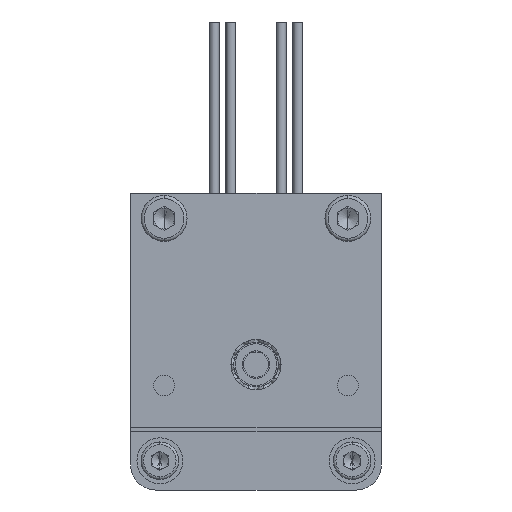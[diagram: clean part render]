
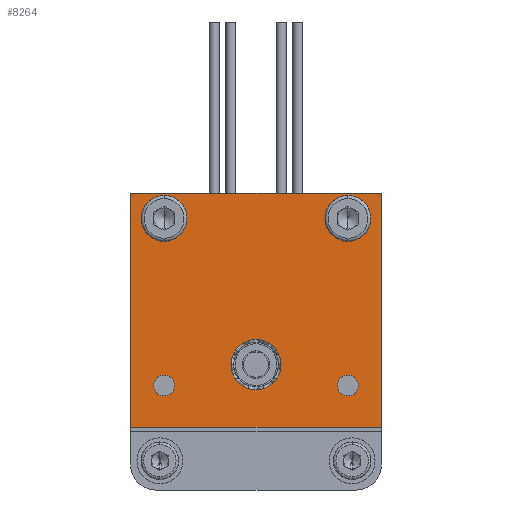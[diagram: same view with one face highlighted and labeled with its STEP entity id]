
A CAD part, front view. The second image highlights one B-rep face of the part: STEP entity #8264.
In plain terms, the highlighted face is planar.
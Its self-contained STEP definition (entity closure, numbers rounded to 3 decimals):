
#24 = DIRECTION ( 'NONE',  ( 0., 0., 1. ) ) ;
#74 = ORIENTED_EDGE ( 'NONE', *, *, #1057, .F. ) ;
#387 = CARTESIAN_POINT ( 'NONE',  ( 15., 14., 6. ) ) ;
#750 = VERTEX_POINT ( 'NONE', #8424 ) ;
#846 = CARTESIAN_POINT ( 'NONE',  ( -12.25, 9., 6. ) ) ;
#880 = VERTEX_POINT ( 'NONE', #26050 ) ;
#1057 = EDGE_CURVE ( 'NONE', #16820, #10508, #44567, .T. ) ;
#3067 = EDGE_CURVE ( 'NONE', #22441, #10680, #21390, .T. ) ;
#3205 = AXIS2_PLACEMENT_3D ( 'NONE', #14625, #36055, #4451 ) ;
#3520 = CARTESIAN_POINT ( 'NONE',  ( 9.75, 9., 6. ) ) ;
#4108 = CARTESIAN_POINT ( 'NONE',  ( 13.75, -11., 6. ) ) ;
#4451 = DIRECTION ( 'NONE',  ( 1., 0., 0. ) ) ;
#4502 = CARTESIAN_POINT ( 'NONE',  ( -8.25, -11., 6. ) ) ;
#4647 = EDGE_CURVE ( 'NONE', #29694, #14275, #8715, .T. ) ;
#4842 = VERTEX_POINT ( 'NONE', #40987 ) ;
#5446 = EDGE_LOOP ( 'NONE', ( #74, #43540 ) ) ;
#5805 = DIRECTION ( 'NONE',  ( 1., 0., 0. ) ) ;
#6636 = FACE_BOUND ( 'NONE', #17125, .T. ) ;
#6860 = DIRECTION ( 'NONE',  ( 0., 0., 1. ) ) ;
#6863 = EDGE_LOOP ( 'NONE', ( #9402, #36182, #36174, #21751 ) ) ;
#6996 = CARTESIAN_POINT ( 'NONE',  ( 3., 6.5, 6. ) ) ;
#7162 = CARTESIAN_POINT ( 'NONE',  ( -15., -14., 6. ) ) ;
#7260 = CARTESIAN_POINT ( 'NONE',  ( 11., 9., 6. ) ) ;
#7395 = DIRECTION ( 'NONE',  ( 0., 0., 1. ) ) ;
#7476 = VERTEX_POINT ( 'NONE', #846 ) ;
#7686 = CARTESIAN_POINT ( 'NONE',  ( 12.25, 9., 6. ) ) ;
#8073 = CARTESIAN_POINT ( 'NONE',  ( -11., 9., 6. ) ) ;
#8264 = ADVANCED_FACE ( 'NONE', ( #10013, #30336, #23812, #37552, #6636, #20412 ), #34170, .T. ) ;
#8424 = CARTESIAN_POINT ( 'NONE',  ( -9.75, 9., 6. ) ) ;
#8442 = DIRECTION ( 'NONE',  ( 0., 0., 1. ) ) ;
#8715 = CIRCLE ( 'NONE', #13788, 2.75 ) ;
#8938 = EDGE_CURVE ( 'NONE', #7476, #750, #34153, .T. ) ;
#9047 = ORIENTED_EDGE ( 'NONE', *, *, #20136, .F. ) ;
#9402 = ORIENTED_EDGE ( 'NONE', *, *, #3067, .T. ) ;
#9641 = EDGE_CURVE ( 'NONE', #880, #12877, #39624, .T. ) ;
#10013 = FACE_BOUND ( 'NONE', #20776, .T. ) ;
#10137 = ORIENTED_EDGE ( 'NONE', *, *, #14333, .F. ) ;
#10435 = DIRECTION ( 'NONE',  ( 1., 0., 0. ) ) ;
#10504 = AXIS2_PLACEMENT_3D ( 'NONE', #39775, #22864, #13310 ) ;
#10508 = VERTEX_POINT ( 'NONE', #3520 ) ;
#10514 = CARTESIAN_POINT ( 'NONE',  ( -15., -14., 6. ) ) ;
#10680 = VERTEX_POINT ( 'NONE', #11188 ) ;
#11188 = CARTESIAN_POINT ( 'NONE',  ( 15., 14., 6. ) ) ;
#11256 = DIRECTION ( 'NONE',  ( 1., 0., 0. ) ) ;
#12877 = VERTEX_POINT ( 'NONE', #10514 ) ;
#12994 = CIRCLE ( 'NONE', #43255, 2.75 ) ;
#13014 = EDGE_CURVE ( 'NONE', #25329, #23999, #40910, .T. ) ;
#13310 = DIRECTION ( 'NONE',  ( 1., 0., 0. ) ) ;
#13788 = AXIS2_PLACEMENT_3D ( 'NONE', #40310, #36257, #26347 ) ;
#14275 = VERTEX_POINT ( 'NONE', #32671 ) ;
#14333 = EDGE_CURVE ( 'NONE', #750, #7476, #19823, .T. ) ;
#14604 = ORIENTED_EDGE ( 'NONE', *, *, #30071, .F. ) ;
#14625 = CARTESIAN_POINT ( 'NONE',  ( -11., 9., 6. ) ) ;
#15054 = LINE ( 'NONE', #7162, #41441 ) ;
#15260 = DIRECTION ( 'NONE',  ( 0., -1., 0. ) ) ;
#15461 = EDGE_CURVE ( 'NONE', #23999, #25329, #39333, .T. ) ;
#16422 = DIRECTION ( 'NONE',  ( 0., 0., 1. ) ) ;
#16820 = VERTEX_POINT ( 'NONE', #7686 ) ;
#17035 = ORIENTED_EDGE ( 'NONE', *, *, #8938, .F. ) ;
#17125 = EDGE_LOOP ( 'NONE', ( #39803, #37997 ) ) ;
#17406 = LINE ( 'NONE', #41570, #38778 ) ;
#17660 = EDGE_CURVE ( 'NONE', #10508, #16820, #18996, .T. ) ;
#17799 = DIRECTION ( 'NONE',  ( -1., 0., 0. ) ) ;
#18095 = DIRECTION ( 'NONE',  ( 0., 0., 1. ) ) ;
#18497 = CIRCLE ( 'NONE', #41569, 2.75 ) ;
#18855 = EDGE_CURVE ( 'NONE', #32979, #4842, #12994, .T. ) ;
#18996 = CIRCLE ( 'NONE', #35541, 1.25 ) ;
#19484 = ORIENTED_EDGE ( 'NONE', *, *, #4647, .F. ) ;
#19823 = CIRCLE ( 'NONE', #3205, 1.25 ) ;
#20136 = EDGE_CURVE ( 'NONE', #4842, #32979, #35448, .T. ) ;
#20244 = DIRECTION ( 'NONE',  ( 0., 0., 1. ) ) ;
#20412 = FACE_OUTER_BOUND ( 'NONE', #6863, .T. ) ;
#20641 = DIRECTION ( 'NONE',  ( 1., 0., 0. ) ) ;
#20776 = EDGE_LOOP ( 'NONE', ( #34866, #9047 ) ) ;
#21390 = LINE ( 'NONE', #387, #34574 ) ;
#21751 = ORIENTED_EDGE ( 'NONE', *, *, #27859, .T. ) ;
#22327 = DIRECTION ( 'NONE',  ( 0., 0., 1. ) ) ;
#22441 = VERTEX_POINT ( 'NONE', #26291 ) ;
#22553 = CARTESIAN_POINT ( 'NONE',  ( -11., -11., 6. ) ) ;
#22864 = DIRECTION ( 'NONE',  ( 0., 0., 1. ) ) ;
#23040 = EDGE_LOOP ( 'NONE', ( #10137, #17035 ) ) ;
#23093 = CARTESIAN_POINT ( 'NONE',  ( -3., 6.5, 6. ) ) ;
#23429 = AXIS2_PLACEMENT_3D ( 'NONE', #37791, #6860, #20641 ) ;
#23812 = FACE_BOUND ( 'NONE', #23040, .T. ) ;
#23999 = VERTEX_POINT ( 'NONE', #6996 ) ;
#25329 = VERTEX_POINT ( 'NONE', #23093 ) ;
#26050 = CARTESIAN_POINT ( 'NONE',  ( -15., 14., 6. ) ) ;
#26291 = CARTESIAN_POINT ( 'NONE',  ( 15., -14., 6. ) ) ;
#26347 = DIRECTION ( 'NONE',  ( -1., 0., 0. ) ) ;
#26598 = CARTESIAN_POINT ( 'NONE',  ( -11., -11., 6. ) ) ;
#27859 = EDGE_CURVE ( 'NONE', #12877, #22441, #15054, .T. ) ;
#29651 = CARTESIAN_POINT ( 'NONE',  ( 0., 6.5, 6. ) ) ;
#29694 = VERTEX_POINT ( 'NONE', #4108 ) ;
#30071 = EDGE_CURVE ( 'NONE', #14275, #29694, #18497, .T. ) ;
#30336 = FACE_BOUND ( 'NONE', #38640, .T. ) ;
#31741 = DIRECTION ( 'NONE',  ( 0., 1., 0. ) ) ;
#31826 = DIRECTION ( 'NONE',  ( -1., 0., 0. ) ) ;
#32671 = CARTESIAN_POINT ( 'NONE',  ( 8.25, -11., 6. ) ) ;
#32827 = DIRECTION ( 'NONE',  ( 1., 0., 0. ) ) ;
#32979 = VERTEX_POINT ( 'NONE', #4502 ) ;
#32985 = AXIS2_PLACEMENT_3D ( 'NONE', #29651, #8442, #32827 ) ;
#33290 = AXIS2_PLACEMENT_3D ( 'NONE', #22553, #22327, #36079 ) ;
#34153 = CIRCLE ( 'NONE', #38515, 1.25 ) ;
#34170 = PLANE ( 'NONE',  #23429 ) ;
#34361 = EDGE_CURVE ( 'NONE', #10680, #880, #17406, .T. ) ;
#34574 = VECTOR ( 'NONE', #31741, 1000. ) ;
#34866 = ORIENTED_EDGE ( 'NONE', *, *, #18855, .F. ) ;
#34931 = VECTOR ( 'NONE', #15260, 1000. ) ;
#35448 = CIRCLE ( 'NONE', #33290, 2.75 ) ;
#35541 = AXIS2_PLACEMENT_3D ( 'NONE', #37177, #20244, #37394 ) ;
#36055 = DIRECTION ( 'NONE',  ( 0., 0., 1. ) ) ;
#36079 = DIRECTION ( 'NONE',  ( 1., 0., 0. ) ) ;
#36174 = ORIENTED_EDGE ( 'NONE', *, *, #9641, .T. ) ;
#36182 = ORIENTED_EDGE ( 'NONE', *, *, #34361, .T. ) ;
#36257 = DIRECTION ( 'NONE',  ( 0., 0., 1. ) ) ;
#37177 = CARTESIAN_POINT ( 'NONE',  ( 11., 9., 6. ) ) ;
#37394 = DIRECTION ( 'NONE',  ( 1., 0., 0. ) ) ;
#37552 = FACE_BOUND ( 'NONE', #5446, .T. ) ;
#37791 = CARTESIAN_POINT ( 'NONE',  ( 0., 0., 6. ) ) ;
#37997 = ORIENTED_EDGE ( 'NONE', *, *, #15461, .F. ) ;
#38317 = CARTESIAN_POINT ( 'NONE',  ( 11., -11., 6. ) ) ;
#38515 = AXIS2_PLACEMENT_3D ( 'NONE', #8073, #24, #11256 ) ;
#38640 = EDGE_LOOP ( 'NONE', ( #19484, #14604 ) ) ;
#38778 = VECTOR ( 'NONE', #31826, 1000. ) ;
#39333 = CIRCLE ( 'NONE', #10504, 3. ) ;
#39624 = LINE ( 'NONE', #43021, #34931 ) ;
#39775 = CARTESIAN_POINT ( 'NONE',  ( 0., 6.5, 6. ) ) ;
#39803 = ORIENTED_EDGE ( 'NONE', *, *, #13014, .F. ) ;
#40310 = CARTESIAN_POINT ( 'NONE',  ( 11., -11., 6. ) ) ;
#40910 = CIRCLE ( 'NONE', #32985, 3. ) ;
#40987 = CARTESIAN_POINT ( 'NONE',  ( -13.75, -11., 6. ) ) ;
#41441 = VECTOR ( 'NONE', #41920, 1000. ) ;
#41569 = AXIS2_PLACEMENT_3D ( 'NONE', #38317, #7395, #17799 ) ;
#41570 = CARTESIAN_POINT ( 'NONE',  ( -15., 14., 6. ) ) ;
#41675 = AXIS2_PLACEMENT_3D ( 'NONE', #7260, #18095, #10435 ) ;
#41920 = DIRECTION ( 'NONE',  ( 1., 0., 0. ) ) ;
#43021 = CARTESIAN_POINT ( 'NONE',  ( -15., 14., 6. ) ) ;
#43255 = AXIS2_PLACEMENT_3D ( 'NONE', #26598, #16422, #5805 ) ;
#43540 = ORIENTED_EDGE ( 'NONE', *, *, #17660, .F. ) ;
#44567 = CIRCLE ( 'NONE', #41675, 1.25 ) ;
